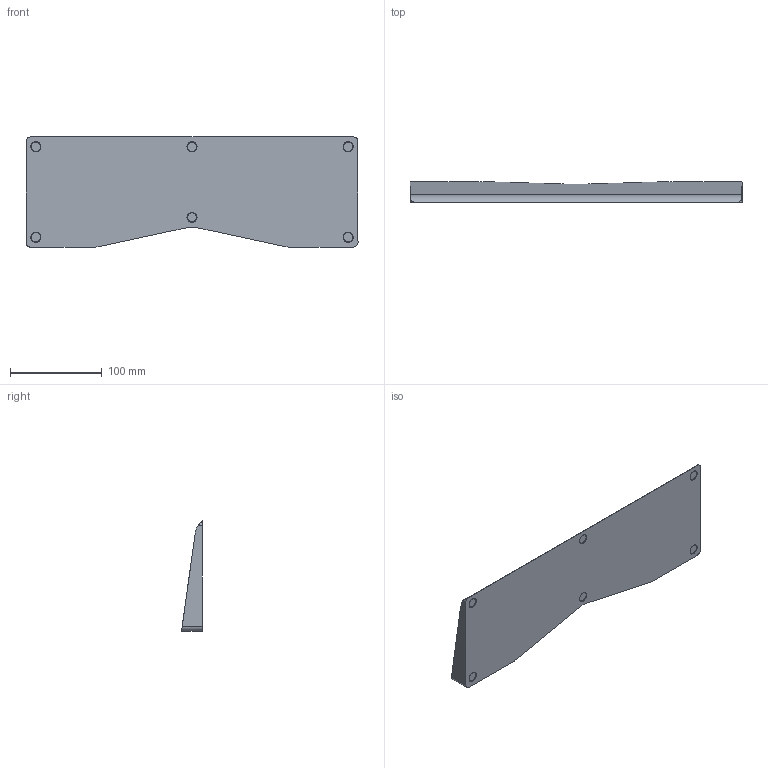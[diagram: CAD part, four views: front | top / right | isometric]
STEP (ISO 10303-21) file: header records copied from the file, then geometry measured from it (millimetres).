
FILE_DESCRIPTION(/* description */ (''),/* implementation_level */ '2;1');
FILE_NAME(/* name */ 'Wrist.step',/* time_stamp */ '2020-05-07T14:17:33-07:00',/* author */ (''),/* organization */ (''),/* preprocessor_version */ 'ST-DEVELOPER v18.1',/* originating_system */ 'Autodesk Translation Framework v9.2.0.1227',/* authorisation */ '');
FILE_SCHEMA (('AUTOMOTIVE_DESIGN { 1 0 10303 214 3 1 1 }'));
Length unit declared in the file: millimetre
Products named in the file (2): Assembled; Component8
Assembly tree (1 placements, depth 2):
  Assembled
    Component8
Bounding box: 361.72 x 22.72 x 119.97 mm (x, y, z)
Volume: 565144.9 mm3; surface area: 94748.4 mm2
Topology: 1 solids, 1 shells, 28 faces, 64 edges, 44 vertices
Faces by surface type: plane 14, cone 6, cylinder 5, bspline 3
Entity records: 891 total; most frequent: CARTESIAN_POINT 176, DIRECTION 148, ORIENTED_EDGE 128, EDGE_CURVE 64, AXIS2_PLACEMENT_3D 58, VERTEX_POINT 44, EDGE_LOOP 34, LINE 32
